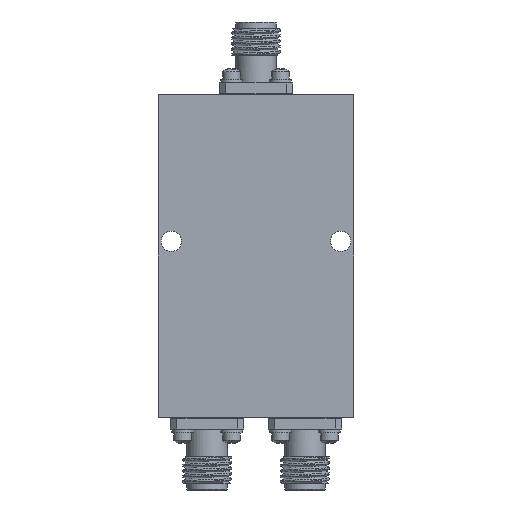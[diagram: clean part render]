
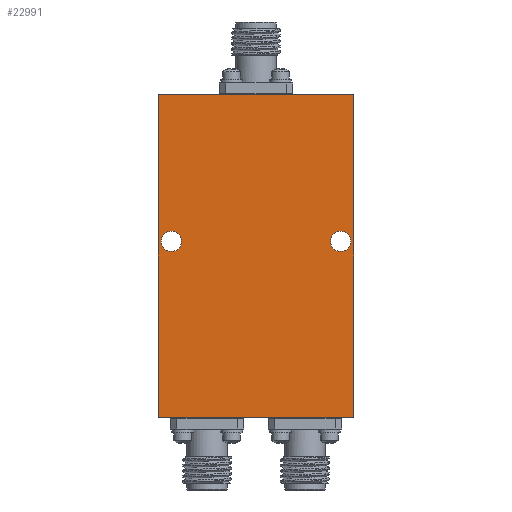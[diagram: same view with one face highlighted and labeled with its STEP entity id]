
A CAD part, front view. The second image highlights one B-rep face of the part: STEP entity #22991.
In plain terms, the highlighted planar face has unit normal (0, -1, 0).
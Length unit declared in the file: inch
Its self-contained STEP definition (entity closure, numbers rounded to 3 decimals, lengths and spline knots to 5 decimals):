
#1079 = VERTEX_POINT ( 'NONE', #41642 ) ;
#1787 = CIRCLE ( 'NONE', #42751, 0.052 ) ;
#2820 = AXIS2_PLACEMENT_3D ( 'NONE', #38728, #34700, #14422 ) ;
#3545 = VERTEX_POINT ( 'NONE', #18875 ) ;
#5821 = DIRECTION ( 'NONE',  ( 0., 1., 0. ) ) ;
#7042 = ORIENTED_EDGE ( 'NONE', *, *, #8491, .F. ) ;
#8491 = EDGE_CURVE ( 'NONE', #32026, #1079, #31447, .T. ) ;
#8794 = DIRECTION ( 'NONE',  ( 0., 1., 0. ) ) ;
#10368 = DIRECTION ( 'NONE',  ( 0., 0., 1. ) ) ;
#11405 = CARTESIAN_POINT ( 'NONE',  ( -0.5, -0.4, 0.825 ) ) ;
#12096 = VERTEX_POINT ( 'NONE', #40657 ) ;
#12147 = ORIENTED_EDGE ( 'NONE', *, *, #41624, .T. ) ;
#12474 = CARTESIAN_POINT ( 'NONE',  ( -0.5, -0.4, -0.825 ) ) ;
#12626 = ORIENTED_EDGE ( 'NONE', *, *, #49269, .F. ) ;
#14170 = PLANE ( 'NONE',  #2820 ) ;
#14176 = LINE ( 'NONE', #14427, #27539 ) ;
#14422 = DIRECTION ( 'NONE',  ( 0., 0., 1. ) ) ;
#14427 = CARTESIAN_POINT ( 'NONE',  ( 0.5, -0.4, -0.825 ) ) ;
#14802 = ORIENTED_EDGE ( 'NONE', *, *, #30844, .F. ) ;
#16766 = VERTEX_POINT ( 'NONE', #28360 ) ;
#17989 = VECTOR ( 'NONE', #25115, 39.37008 ) ;
#18188 = AXIS2_PLACEMENT_3D ( 'NONE', #37913, #5821, #10368 ) ;
#18875 = CARTESIAN_POINT ( 'NONE',  ( 0.5, -0.4, -0.825 ) ) ;
#21425 = VERTEX_POINT ( 'NONE', #25380 ) ;
#21937 = LINE ( 'NONE', #37971, #17989 ) ;
#22991 = ADVANCED_FACE ( 'NONE', ( #50769, #47762, #43457 ), #14170, .F. ) ;
#24541 = DIRECTION ( 'NONE',  ( 0., 0., 1. ) ) ;
#24843 = ORIENTED_EDGE ( 'NONE', *, *, #47116, .F. ) ;
#25115 = DIRECTION ( 'NONE',  ( -1., 0., 0. ) ) ;
#25380 = CARTESIAN_POINT ( 'NONE',  ( -0.433, -0.4, 0.127 ) ) ;
#27539 = VECTOR ( 'NONE', #46151, 39.37008 ) ;
#27972 = DIRECTION ( 'NONE',  ( 0., 0., 1. ) ) ;
#28360 = CARTESIAN_POINT ( 'NONE',  ( 0.5, -0.4, 0.825 ) ) ;
#30844 = EDGE_CURVE ( 'NONE', #3545, #32026, #21937, .T. ) ;
#31447 = LINE ( 'NONE', #47746, #47259 ) ;
#32026 = VERTEX_POINT ( 'NONE', #12474 ) ;
#32359 = EDGE_LOOP ( 'NONE', ( #36181 ) ) ;
#32487 = LINE ( 'NONE', #11405, #37009 ) ;
#33371 = CARTESIAN_POINT ( 'NONE',  ( -0.433, -0.4, 0.075 ) ) ;
#34700 = DIRECTION ( 'NONE',  ( 0., 1., 0. ) ) ;
#36181 = ORIENTED_EDGE ( 'NONE', *, *, #46264, .T. ) ;
#37009 = VECTOR ( 'NONE', #39957, 39.37008 ) ;
#37913 = CARTESIAN_POINT ( 'NONE',  ( 0.433, -0.4, 0.075 ) ) ;
#37971 = CARTESIAN_POINT ( 'NONE',  ( -0.5, -0.4, -0.825 ) ) ;
#38728 = CARTESIAN_POINT ( 'NONE',  ( 0., -0.4, 0. ) ) ;
#39957 = DIRECTION ( 'NONE',  ( 1., 0., 0. ) ) ;
#40657 = CARTESIAN_POINT ( 'NONE',  ( 0.433, -0.4, 0.127 ) ) ;
#41183 = CIRCLE ( 'NONE', #18188, 0.052 ) ;
#41624 = EDGE_CURVE ( 'NONE', #12096, #12096, #41183, .T. ) ;
#41642 = CARTESIAN_POINT ( 'NONE',  ( -0.5, -0.4, 0.825 ) ) ;
#42627 = EDGE_LOOP ( 'NONE', ( #7042, #14802, #24843, #12626 ) ) ;
#42751 = AXIS2_PLACEMENT_3D ( 'NONE', #33371, #8794, #24541 ) ;
#43457 = FACE_OUTER_BOUND ( 'NONE', #42627, .T. ) ;
#46151 = DIRECTION ( 'NONE',  ( 0., 0., -1. ) ) ;
#46264 = EDGE_CURVE ( 'NONE', #21425, #21425, #1787, .T. ) ;
#47116 = EDGE_CURVE ( 'NONE', #16766, #3545, #14176, .T. ) ;
#47259 = VECTOR ( 'NONE', #27972, 39.37008 ) ;
#47746 = CARTESIAN_POINT ( 'NONE',  ( -0.5, -0.4, -0.825 ) ) ;
#47762 = FACE_BOUND ( 'NONE', #52176, .T. ) ;
#49269 = EDGE_CURVE ( 'NONE', #1079, #16766, #32487, .T. ) ;
#50769 = FACE_BOUND ( 'NONE', #32359, .T. ) ;
#52176 = EDGE_LOOP ( 'NONE', ( #12147 ) ) ;
